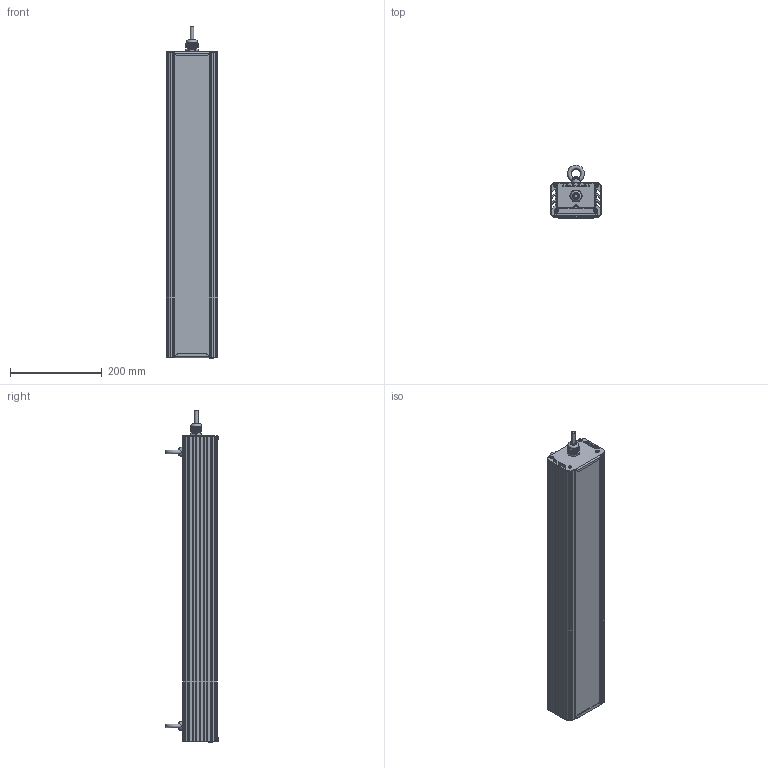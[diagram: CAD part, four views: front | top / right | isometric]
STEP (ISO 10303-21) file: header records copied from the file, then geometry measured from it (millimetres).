
FILE_DESCRIPTION(('STEP AP214'), '1');
FILE_NAME('001.0070.20.000 - ÃÑÏ-Ïðèìà-90', '2023-09-25T06:16:50', ('Ëóêîíèí Å Ï'), ('ÎÊÁ Ñâîé Ñòèëü'), 'C3D Converter', 'C3D Toolkit', '');
FILE_SCHEMA(('AUTOMOTIVE_DESIGN { 1 0 10303 214 3 1 1}'));
Length unit declared in the file: millimetre
Products named in the file (25): 001.0070.20.000; 001.0065.02.000
Assembly tree (53 placements, depth 4):
  001.0070.20.000
    (unnamed)
      (unnamed)
      (unnamed)
      (unnamed)  x4
      (unnamed)
      (unnamed)  x4
      (unnamed)
      (unnamed)
      (unnamed)
      (unnamed)  x9
        (unnamed)
        (unnamed)
        (unnamed)
        (unnamed)
        (unnamed)
        (unnamed)
        (unnamed)
        (unnamed)
        (unnamed)
      (unnamed)
        (unnamed)
    001.0065.02.000  x2
      (unnamed)
      (unnamed)
Bounding box: 112.19 x 115.42 x 722 mm (x, y, z)
Volume: 1247737.8 mm3; surface area: 1057496.1 mm2
Topology: 326 solids, 326 shells, 3785 faces, 9234 edges, 6228 vertices
Faces by surface type: plane 2509, cylinder 1095, cone 100, bspline 41, sphere 27, torus 13
Full cylindrical faces by diameter (mm): 1 x27, 2 x18, 2.5 x36, 2.8 x225, 3.2 x27, 3.5 x45, 4 x8, 6 x2, 8 x8, 12 x1, 12.5 x1, 16 x1, 18.5 x3, 20 x1, 23.5 x1
Entity records: 98212 total; most frequent: CARTESIAN_POINT 44257, DIRECTION 7898, ORIENTED_EDGE 7852, EDGE_CURVE 3926, AXIS2_PLACEMENT_3D 2810, VERTEX_POINT 2702, COLOUR_RGB 2478, PRESENTATION_STYLE_ASSIGNMENT 2478
